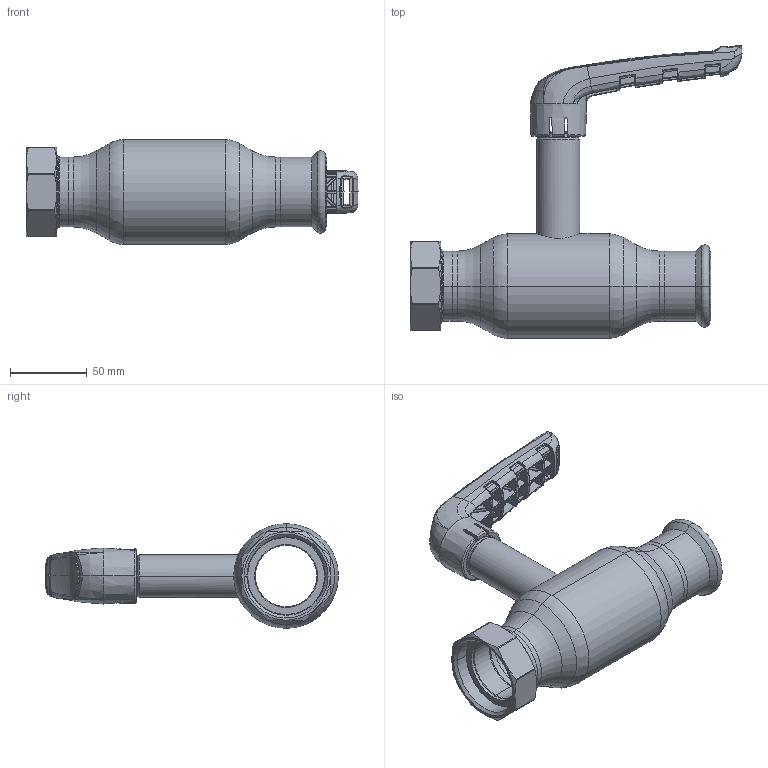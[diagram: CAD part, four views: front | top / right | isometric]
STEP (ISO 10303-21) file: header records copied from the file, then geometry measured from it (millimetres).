
FILE_DESCRIPTION (( 'STEP AP214' ), '1' );
FILE_NAME ('XPR11401 DN40 G1 34 x 42.step', '2018-09-18T10:44:05', ( '' ), ( '' ), 'SwSTEP 2.0', 'SolidWorks 2017', '' );
FILE_SCHEMA (( 'AUTOMOTIVE_DESIGN' ));
Length unit declared in the file: millimetre
Products named in the file (1): XPR11401 DN40 G1 34 x 42
Bounding box: 215.75 x 190.31 x 68 mm (x, y, z)
Surface area: 83916.9 mm2 (no closed solid volume)
Topology: 0 solids, 14 shells, 792 faces, 2736 edges, 1800 vertices
Faces by surface type: bspline 626, cylinder 50, plane 49, cone 36, torus 23, sphere 8
Entity records: 60120 total; most frequent: CARTESIAN_POINT 34371, ORIENTED_EDGE 4223, EDGE_CURVE 2714, B_SPLINE_CURVE_WITH_KNOTS 1889, VERTEX_POINT 1798, DIRECTION 1791, EDGE_LOOP 807, AXIS2_PLACEMENT_3D 804
